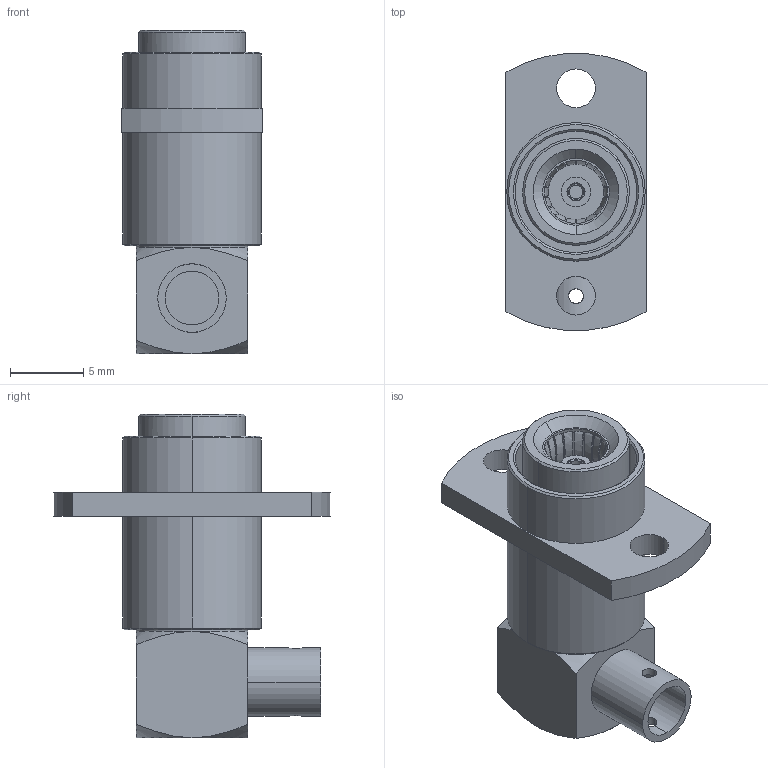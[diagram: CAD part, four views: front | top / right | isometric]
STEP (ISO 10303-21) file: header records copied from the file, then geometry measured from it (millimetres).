
FILE_DESCRIPTION (( 'STEP AP203' ), '1' );
FILE_NAME ('PE45329.step', '2018-08-09T16:38:43', ( '' ), ( '' ), 'SwSTEP 2.0', 'SolidWorks 2017', '' );
FILE_SCHEMA (( 'CONFIG_CONTROL_DESIGN' ));
Length unit declared in the file: inch
Products named in the file (1): PE45329
Bounding box: 9.6 x 18.95 x 22.15 mm (x, y, z)
Volume: 1466.1 mm3; surface area: 1610.5 mm2
Topology: 1 solids, 1 shells, 195 faces, 628 edges, 412 vertices
Faces by surface type: plane 93, cylinder 76, cone 22, bspline 4
Entity records: 7657 total; most frequent: CARTESIAN_POINT 2418, ORIENTED_EDGE 1256, DIRECTION 890, EDGE_CURVE 628, VERTEX_POINT 412, AXIS2_PLACEMENT_3D 344, B_SPLINE_CURVE_WITH_KNOTS 252, EDGE_LOOP 216
